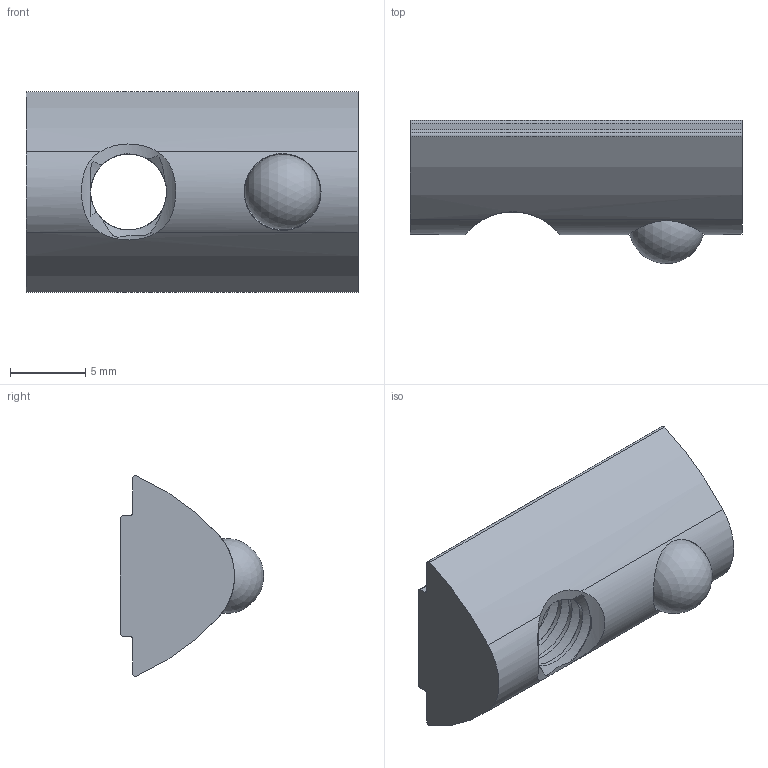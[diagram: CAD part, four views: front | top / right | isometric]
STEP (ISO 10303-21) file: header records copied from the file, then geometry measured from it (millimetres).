
FILE_DESCRIPTION(/* description */ (''),/* implementation_level */ '2;1');
FILE_NAME(/* name */ 'Klizna matica 8 sa kuglicom M6.step',/* time_stamp */ '2024-01-09T09:58:49+01:00',/* author */ (''),/* organization */ (''),/* preprocessor_version */ 'ST-DEVELOPER v20',/* originating_system */ 'Autodesk Translation Framework v12.14.0.127',/* authorisation */ '');
FILE_SCHEMA (('AUTOMOTIVE_DESIGN { 1 0 10303 214 3 1 1 }'));
Length unit declared in the file: millimetre
Products named in the file (1): Klizna matica 8 M6
Bounding box: 22 x 9.48 x 13.3 mm (x, y, z)
Volume: 1258.5 mm3; surface area: 1180.2 mm2
Topology: 2 solids, 2 shells, 45 faces, 129 edges, 86 vertices
Faces by surface type: cylinder 29, plane 8, bspline 5, cone 2, sphere 1
Full cylindrical faces by diameter (mm): 5.035 x2, 5.1 x1, 6.147 x3
Entity records: 2706 total; most frequent: CARTESIAN_POINT 1613, ORIENTED_EDGE 252, DIRECTION 171, EDGE_CURVE 126, VERTEX_POINT 86, AXIS2_PLACEMENT_3D 65, B_SPLINE_CURVE_WITH_KNOTS 61, EDGE_LOOP 48
